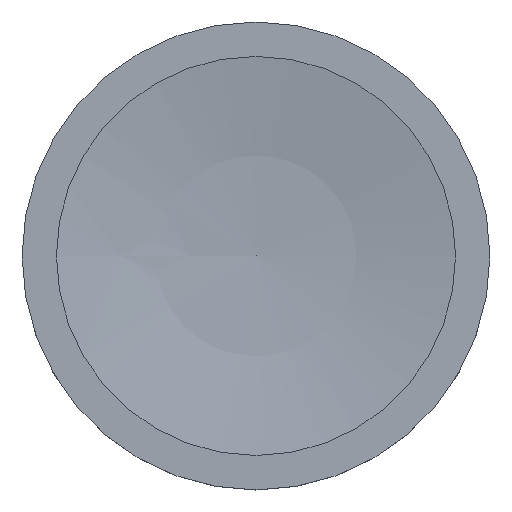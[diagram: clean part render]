
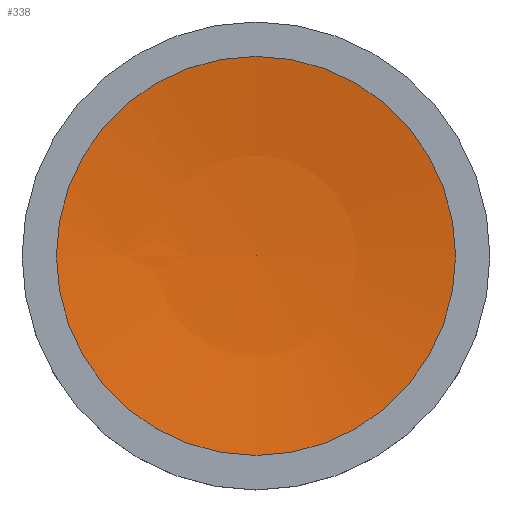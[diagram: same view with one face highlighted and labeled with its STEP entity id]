
A CAD part, top view. The second image highlights one B-rep face of the part: STEP entity #338.
In plain terms, the highlighted spherical face has radius 33.89 mm.
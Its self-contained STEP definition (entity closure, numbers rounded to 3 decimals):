
#15=SPHERICAL_SURFACE('',#386,33.89);
#64=FACE_OUTER_BOUND('',#87,.T.);
#87=EDGE_LOOP('',(#315,#316,#317));
#147=CIRCLE('',#385,5.8);
#148=CIRCLE('',#387,33.89);
#178=VERTEX_POINT('',#696);
#179=VERTEX_POINT('',#699);
#224=EDGE_CURVE('',#178,#178,#147,.T.);
#225=EDGE_CURVE('',#178,#179,#148,.T.);
#315=ORIENTED_EDGE('',*,*,#224,.T.);
#316=ORIENTED_EDGE('',*,*,#225,.T.);
#317=ORIENTED_EDGE('',*,*,#225,.F.);
#338=ADVANCED_FACE('',(#64),#15,.F.);
#385=AXIS2_PLACEMENT_3D('',#697,#477,#478);
#386=AXIS2_PLACEMENT_3D('',#698,#479,#480);
#387=AXIS2_PLACEMENT_3D('',#700,#481,#482);
#477=DIRECTION('center_axis',(0.,0.,1.));
#478=DIRECTION('ref_axis',(1.,0.,0.));
#479=DIRECTION('center_axis',(0.,0.,1.));
#480=DIRECTION('ref_axis',(1.,0.,0.));
#481=DIRECTION('center_axis',(0.,-1.,0.));
#482=DIRECTION('ref_axis',(-1.,0.,0.));
#696=CARTESIAN_POINT('',(4.753,-20.716,4.7));
#697=CARTESIAN_POINT('Origin',(10.553,-20.716,4.7));
#698=CARTESIAN_POINT('Origin',(10.553,-20.716,38.09));
#699=CARTESIAN_POINT('',(10.553,-20.716,4.2));
#700=CARTESIAN_POINT('Origin',(10.553,-20.716,38.09));
